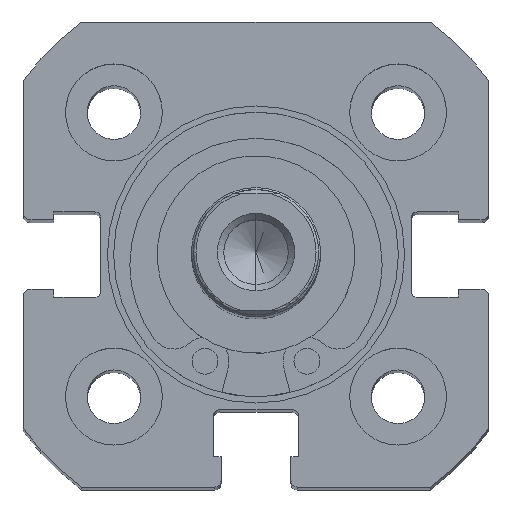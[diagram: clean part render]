
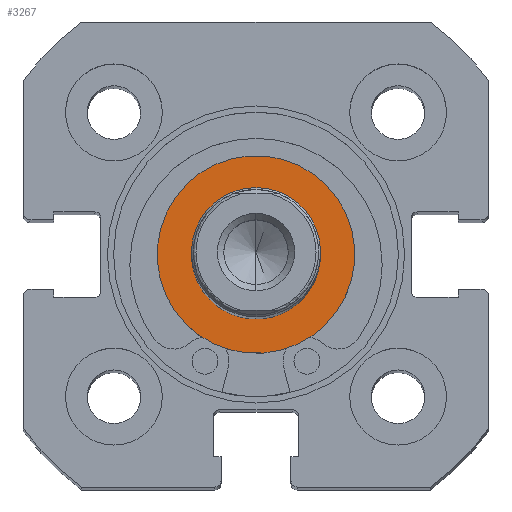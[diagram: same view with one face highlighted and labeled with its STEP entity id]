
A CAD part, top view. The second image highlights one B-rep face of the part: STEP entity #3267.
In plain terms, the highlighted face is planar.
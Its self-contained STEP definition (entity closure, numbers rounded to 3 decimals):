
#8 = DIRECTION ( 'NONE',  ( -1., 0., 0. ) ) ;
#13 = DIRECTION ( 'NONE',  ( 0., 0., 1. ) ) ;
#14 = CARTESIAN_POINT ( 'NONE',  ( 0., 0., 0. ) ) ;
#21 = DIRECTION ( 'NONE',  ( 0., 0., 1. ) ) ;
#23 = DIRECTION ( 'NONE',  ( -1., 0., 0. ) ) ;
#33 = CARTESIAN_POINT ( 'NONE',  ( 0., 0., 0. ) ) ;
#980 = ORIENTED_EDGE ( 'NONE', *, *, #5701, .T. ) ;
#981 = ORIENTED_EDGE ( 'NONE', *, *, #5694, .T. ) ;
#982 = ORIENTED_EDGE ( 'NONE', *, *, #5752, .F. ) ;
#983 = ORIENTED_EDGE ( 'NONE', *, *, #5779, .F. ) ;
#1051 = EDGE_LOOP ( 'NONE', ( #983, #982 ) ) ;
#1065 = EDGE_LOOP ( 'NONE', ( #981, #980 ) ) ;
#1273 = CARTESIAN_POINT ( 'NONE',  ( 0., 0., 7.65 ) ) ;
#1694 = AXIS2_PLACEMENT_3D ( 'NONE', #3479, #3461, #3475 ) ;
#1855 = AXIS2_PLACEMENT_3D ( 'NONE', #33, #23, #21 ) ;
#1858 = AXIS2_PLACEMENT_3D ( 'NONE', #14, #8, #13 ) ;
#1870 = AXIS2_PLACEMENT_3D ( 'NONE', #4338, #4340, #4341 ) ;
#1898 = AXIS2_PLACEMENT_3D ( 'NONE', #4407, #4415, #4416 ) ;
#2376 = CIRCLE ( 'NONE', #1855, 7.65 ) ;
#2387 = CIRCLE ( 'NONE', #1858, 7.65 ) ;
#2463 = CIRCLE ( 'NONE', #1870, 5. ) ;
#2498 = CIRCLE ( 'NONE', #1898, 5. ) ;
#3267 = ADVANCED_FACE ( 'NONE', ( #4010, #4021 ), #3428, .F. ) ;
#3428 = PLANE ( 'NONE',  #1694 ) ;
#3461 = DIRECTION ( 'NONE',  ( 1., 0., 0. ) ) ;
#3475 = DIRECTION ( 'NONE',  ( 0., 0., -1. ) ) ;
#3479 = CARTESIAN_POINT ( 'NONE',  ( 0., 7.65, 0. ) ) ;
#4010 = FACE_BOUND ( 'NONE', #1051, .T. ) ;
#4021 = FACE_OUTER_BOUND ( 'NONE', #1065, .T. ) ;
#4338 = CARTESIAN_POINT ( 'NONE',  ( 0., 0., 0. ) ) ;
#4340 = DIRECTION ( 'NONE',  ( -1., 0., 0. ) ) ;
#4341 = DIRECTION ( 'NONE',  ( 0., 0., 1. ) ) ;
#4407 = CARTESIAN_POINT ( 'NONE',  ( 0., 0., 0. ) ) ;
#4415 = DIRECTION ( 'NONE',  ( -1., 0., 0. ) ) ;
#4416 = DIRECTION ( 'NONE',  ( 0., 0., 1. ) ) ;
#4473 = CARTESIAN_POINT ( 'NONE',  ( 0., 0., 5. ) ) ;
#4486 = CARTESIAN_POINT ( 'NONE',  ( 0., 0., -5. ) ) ;
#4532 = CARTESIAN_POINT ( 'NONE',  ( 0., 0., -7.65 ) ) ;
#5429 = VERTEX_POINT ( 'NONE', #1273 ) ;
#5694 = EDGE_CURVE ( 'NONE', #5429, #5905, #2376, .T. ) ;
#5701 = EDGE_CURVE ( 'NONE', #5905, #5429, #2387, .T. ) ;
#5752 = EDGE_CURVE ( 'NONE', #5859, #5846, #2463, .T. ) ;
#5779 = EDGE_CURVE ( 'NONE', #5846, #5859, #2498, .T. ) ;
#5846 = VERTEX_POINT ( 'NONE', #4473 ) ;
#5859 = VERTEX_POINT ( 'NONE', #4486 ) ;
#5905 = VERTEX_POINT ( 'NONE', #4532 ) ;
